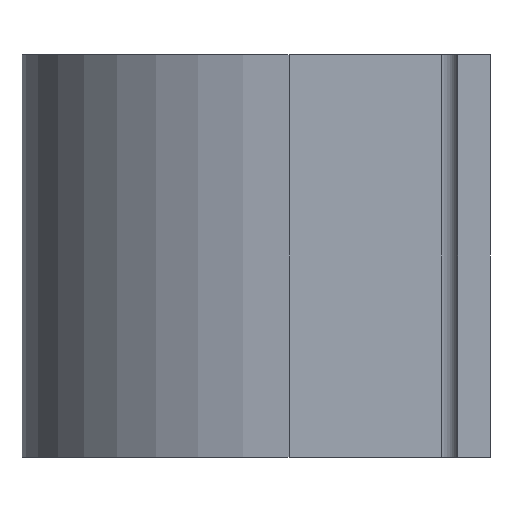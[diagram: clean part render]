
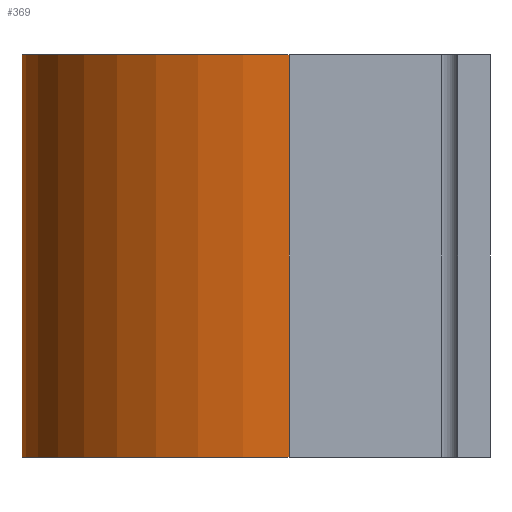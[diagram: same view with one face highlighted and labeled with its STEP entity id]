
A CAD part, left-side view. The second image highlights one B-rep face of the part: STEP entity #369.
In plain terms, the highlighted cylindrical face has radius 12.636 mm (diameter 25.273 mm), a partial arc.
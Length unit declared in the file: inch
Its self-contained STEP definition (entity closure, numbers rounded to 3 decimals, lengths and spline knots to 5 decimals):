
#12 = DIRECTION ( 'NONE',  ( 1., 0., 0. ) ) ;
#17 = ORIENTED_EDGE ( 'NONE', *, *, #204, .F. ) ;
#26 = DIRECTION ( 'NONE',  ( -1., 0., 0. ) ) ;
#29 = CARTESIAN_POINT ( 'NONE',  ( 1.312, 0.3745, 0.375 ) ) ;
#56 = AXIS2_PLACEMENT_3D ( 'NONE', #522, #307, #12 ) ;
#85 = AXIS2_PLACEMENT_3D ( 'NONE', #474, #227, #496 ) ;
#139 = VERTEX_POINT ( 'NONE', #400 ) ;
#148 = VECTOR ( 'NONE', #524, 39.37008 ) ;
#156 = LINE ( 'NONE', #161, #148 ) ;
#161 = CARTESIAN_POINT ( 'NONE',  ( 0.8145, 0.3745, 0.375 ) ) ;
#168 = EDGE_CURVE ( 'NONE', #491, #473, #169, .T. ) ;
#169 = CIRCLE ( 'NONE', #56, 0.4975 ) ;
#176 = CARTESIAN_POINT ( 'NONE',  ( 0.8145, 0.3745, 0.375 ) ) ;
#204 = EDGE_CURVE ( 'NONE', #491, #315, #156, .T. ) ;
#227 = DIRECTION ( 'NONE',  ( 0., 0., -1. ) ) ;
#228 = LINE ( 'NONE', #242, #317 ) ;
#242 = CARTESIAN_POINT ( 'NONE',  ( 1.8095, 0.3745, 0.375 ) ) ;
#290 = AXIS2_PLACEMENT_3D ( 'NONE', #29, #476, #26 ) ;
#307 = DIRECTION ( 'NONE',  ( 0., 0., -1. ) ) ;
#315 = VERTEX_POINT ( 'NONE', #430 ) ;
#317 = VECTOR ( 'NONE', #505, 39.37008 ) ;
#337 = EDGE_CURVE ( 'NONE', #315, #139, #435, .T. ) ;
#340 = CYLINDRICAL_SURFACE ( 'NONE', #290, 0.4975 ) ;
#369 = ADVANCED_FACE ( 'NONE', ( #428 ), #340, .T. ) ;
#400 = CARTESIAN_POINT ( 'NONE',  ( 1.8095, 0.3745, -0.375 ) ) ;
#407 = EDGE_CURVE ( 'NONE', #473, #139, #228, .T. ) ;
#415 = CARTESIAN_POINT ( 'NONE',  ( 1.8095, 0.3745, 0.375 ) ) ;
#423 = ORIENTED_EDGE ( 'NONE', *, *, #337, .F. ) ;
#428 = FACE_OUTER_BOUND ( 'NONE', #463, .T. ) ;
#430 = CARTESIAN_POINT ( 'NONE',  ( 0.8145, 0.3745, -0.375 ) ) ;
#435 = CIRCLE ( 'NONE', #85, 0.4975 ) ;
#463 = EDGE_LOOP ( 'NONE', ( #423, #17, #529, #536 ) ) ;
#473 = VERTEX_POINT ( 'NONE', #415 ) ;
#474 = CARTESIAN_POINT ( 'NONE',  ( 1.312, 0.3745, -0.375 ) ) ;
#476 = DIRECTION ( 'NONE',  ( 0., 0., -1. ) ) ;
#491 = VERTEX_POINT ( 'NONE', #176 ) ;
#496 = DIRECTION ( 'NONE',  ( 1., 0., 0. ) ) ;
#505 = DIRECTION ( 'NONE',  ( 0., 0., -1. ) ) ;
#522 = CARTESIAN_POINT ( 'NONE',  ( 1.312, 0.3745, 0.375 ) ) ;
#524 = DIRECTION ( 'NONE',  ( 0., 0., -1. ) ) ;
#529 = ORIENTED_EDGE ( 'NONE', *, *, #168, .T. ) ;
#536 = ORIENTED_EDGE ( 'NONE', *, *, #407, .T. ) ;
